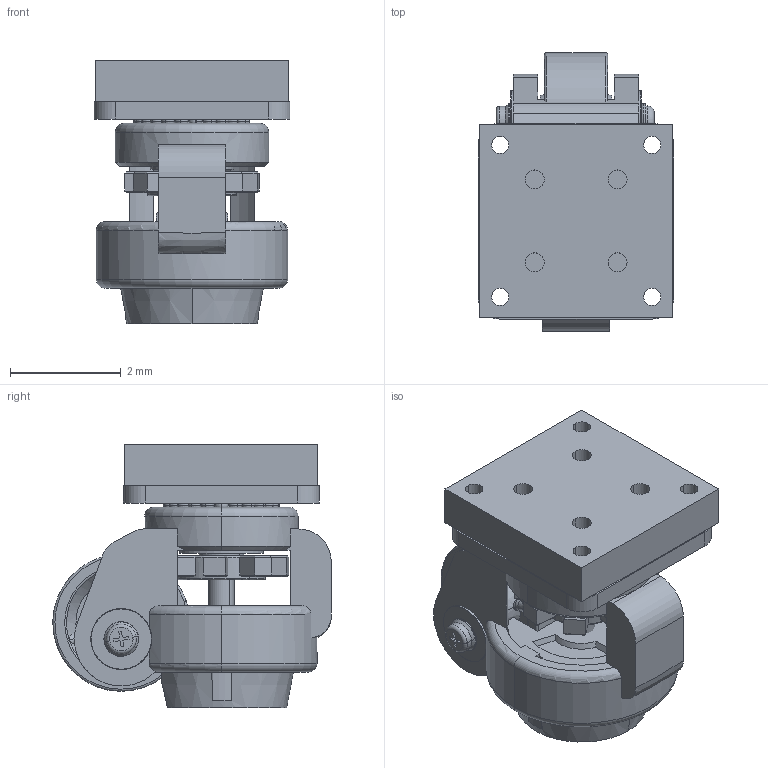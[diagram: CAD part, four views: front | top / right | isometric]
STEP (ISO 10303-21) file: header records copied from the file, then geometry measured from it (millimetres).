
FILE_DESCRIPTION((''),'2;1');
FILE_NAME('13CA8124.stp','2015-07-15T08:10:20',(''),(''),'Mechanical Desktop 2011','Mechanical Desktop 2011',', , ');
FILE_SCHEMA(('CONFIG_CONTROL_DESIGN'));
Length unit declared in the file: millimetre
Products named in the file (1): Product
Bounding box: 3.54 x 5.04 x 4.77 mm (x, y, z)
Volume: 38 mm3; surface area: 221.7 mm2
Topology: 12 solids, 12 shells, 704 faces, 1947 edges, 1199 vertices
Faces by surface type: plane 314, cylinder 180, sphere 92, torus 69, cone 30, bspline 19
Entity records: 26673 total; most frequent: CARTESIAN_POINT 9080, DIRECTION 3745, ORIENTED_EDGE 3710, EDGE_CURVE 1855, AXIS2_PLACEMENT_3D 1569, VERTEX_POINT 1199, CIRCLE 883, EDGE_LOOP 772
